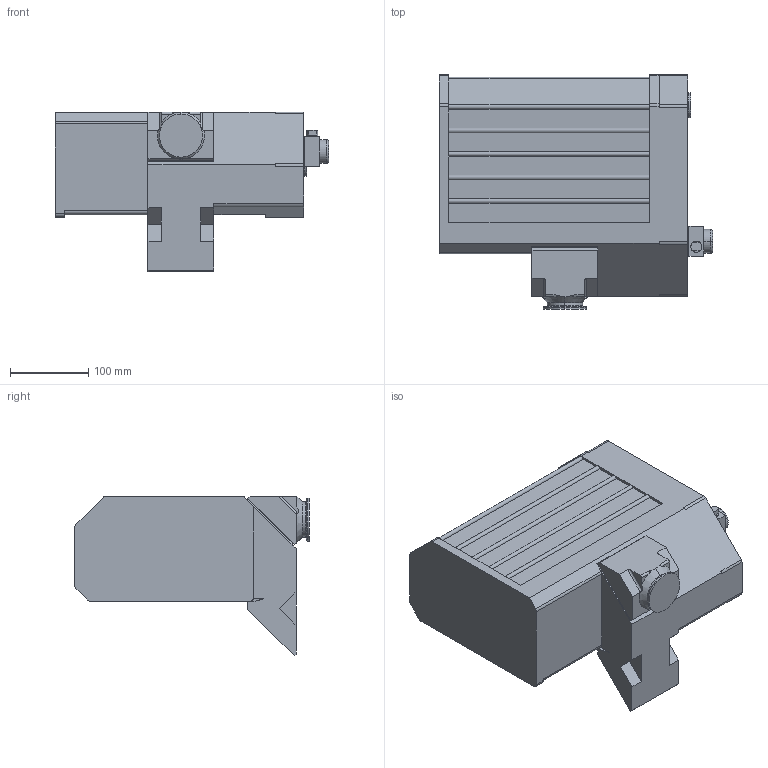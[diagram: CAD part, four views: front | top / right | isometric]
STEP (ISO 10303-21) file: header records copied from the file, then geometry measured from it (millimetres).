
FILE_DESCRIPTION((''),'1');
FILE_NAME('PK005649-Z_SW','2006-02-01T',('usleber'),(''),'PRO/ENGINEER BY PARAMETRIC TECHNOLOGY CORPORATION, 2000420','PRO/ENGINEER BY PARAMETRIC TECHNOLOGY CORPORATION, 2000420','');
FILE_SCHEMA(('CONFIG_CONTROL_DESIGN'));
Length unit declared in the file: millimetre
Products named in the file (1): PK005649-Z_SW
Bounding box: 348.2 x 298.86 x 203.8 mm (x, y, z)
Volume: 10359010.5 mm3; surface area: 339645.9 mm2
Topology: 1 solids, 1 shells, 152 faces, 402 edges, 258 vertices
Faces by surface type: plane 86, cylinder 50, torus 8, cone 8
Entity records: 4845 total; most frequent: CARTESIAN_POINT 978, DIRECTION 804, ORIENTED_EDGE 804, EDGE_CURVE 402, AXIS2_PLACEMENT_3D 273, VECTOR 258, LINE 258, VERTEX_POINT 258
